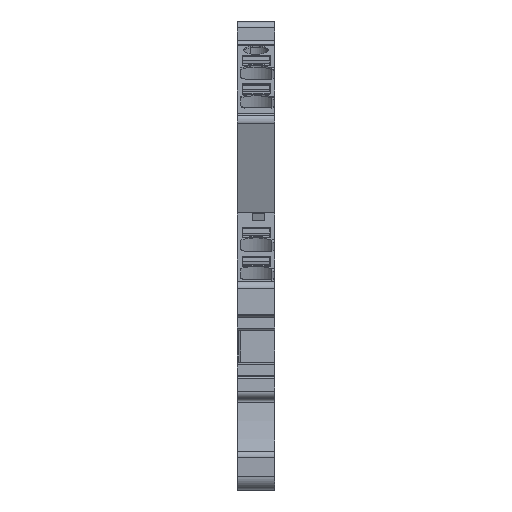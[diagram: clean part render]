
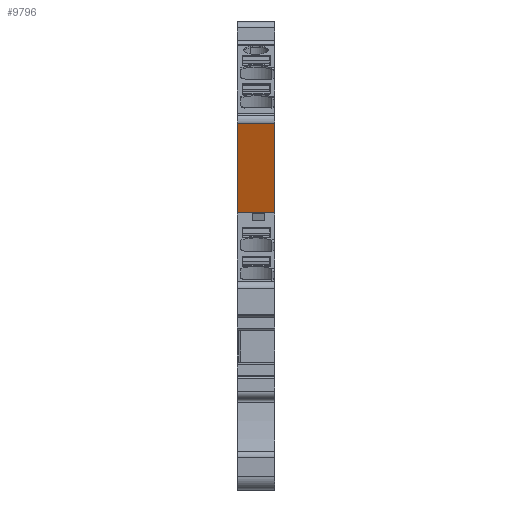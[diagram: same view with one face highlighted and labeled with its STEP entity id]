
A CAD part, front view. The second image highlights one B-rep face of the part: STEP entity #9796.
In plain terms, the highlighted planar face has unit normal (0, -0.94, -0.342).
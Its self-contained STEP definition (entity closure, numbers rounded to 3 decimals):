
#9783=AXIS2_PLACEMENT_3D('Plane Axis2P3D',#9780,#9781,#9782) ;
#1256=CARTESIAN_POINT('Vertex',(5.1,23.41,49.955)) ;
#1259=CARTESIAN_POINT('Line Origine',(5.1,25.633,43.847)) ;
#1263=CARTESIAN_POINT('Vertex',(5.1,27.856,37.739)) ;
#4626=CARTESIAN_POINT('Vertex',(0.,27.856,37.739)) ;
#4629=CARTESIAN_POINT('Line Origine',(0.,25.633,43.847)) ;
#4633=CARTESIAN_POINT('Vertex',(0.,23.41,49.955)) ;
#9767=CARTESIAN_POINT('Line Origine',(2.55,23.41,49.955)) ;
#9780=CARTESIAN_POINT('Axis2P3D Location',(0.,23.41,49.955)) ;
#9785=CARTESIAN_POINT('Line Origine',(2.55,27.856,37.739)) ;
#1260=DIRECTION('Vector Direction',(0.,0.342,-0.94)) ;
#4630=DIRECTION('Vector Direction',(0.,0.342,-0.94)) ;
#9768=DIRECTION('Vector Direction',(1.,0.,0.)) ;
#9781=DIRECTION('Axis2P3D Direction',(0.,-0.94,-0.342)) ;
#9782=DIRECTION('Axis2P3D XDirection',(0.,0.342,-0.94)) ;
#9786=DIRECTION('Vector Direction',(-1.,0.,0.)) ;
#1261=VECTOR('Line Direction',#1260,1.) ;
#4631=VECTOR('Line Direction',#4630,1.) ;
#9769=VECTOR('Line Direction',#9768,1.) ;
#9787=VECTOR('Line Direction',#9786,1.) ;
#9791=ORIENTED_EDGE('',*,*,#9789,.F.) ;
#9792=ORIENTED_EDGE('',*,*,#1265,.F.) ;
#9793=ORIENTED_EDGE('',*,*,#9771,.T.) ;
#9794=ORIENTED_EDGE('',*,*,#4635,.T.) ;
#9796=ADVANCED_FACE('V1',(#9795),#9784,.T.) ;
#1265=EDGE_CURVE('',#1257,#1264,#1262,.T.) ;
#4635=EDGE_CURVE('',#4634,#4627,#4632,.T.) ;
#9771=EDGE_CURVE('',#1257,#4634,#9770,.F.) ;
#9789=EDGE_CURVE('',#1264,#4627,#9788,.T.) ;
#9790=EDGE_LOOP('',(#9791,#9792,#9793,#9794)) ;
#9795=FACE_OUTER_BOUND('',#9790,.T.) ;
#1262=LINE('Line',#1259,#1261) ;
#4632=LINE('Line',#4629,#4631) ;
#9770=LINE('Line',#9767,#9769) ;
#9788=LINE('Line',#9785,#9787) ;
#9784=PLANE('',#9783) ;
#1257=VERTEX_POINT('',#1256) ;
#1264=VERTEX_POINT('',#1263) ;
#4627=VERTEX_POINT('',#4626) ;
#4634=VERTEX_POINT('',#4633) ;
